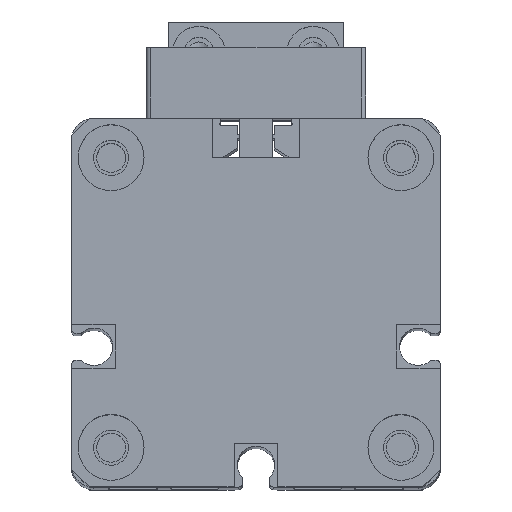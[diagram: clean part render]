
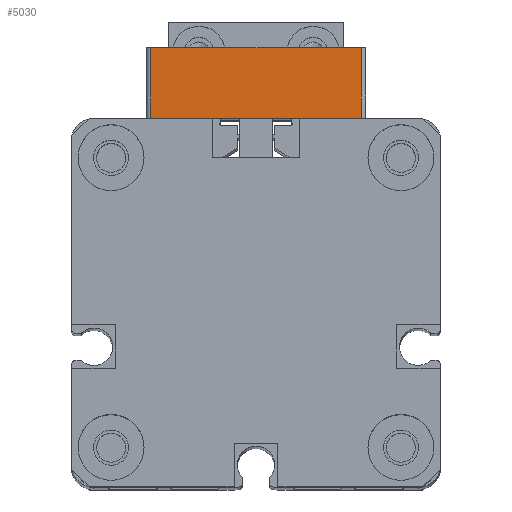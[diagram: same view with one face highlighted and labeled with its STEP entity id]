
A CAD part, top view. The second image highlights one B-rep face of the part: STEP entity #5030.
In plain terms, the highlighted face is planar.
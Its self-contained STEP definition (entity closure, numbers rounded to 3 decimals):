
#19 = CARTESIAN_POINT ( 'NONE',  ( 71., -199.153, 0. ) ) ;
#20 = DIRECTION ( 'NONE',  ( 0., -1., 0. ) ) ;
#57 = CARTESIAN_POINT ( 'NONE',  ( 71., -223.153, 8. ) ) ;
#58 = DIRECTION ( 'NONE',  ( 0., 0., -1. ) ) ;
#67 = CARTESIAN_POINT ( 'NONE',  ( 71., -199.153, 8. ) ) ;
#68 = DIRECTION ( 'NONE',  ( 0., 0., -1. ) ) ;
#1912 = ORIENTED_EDGE ( 'NONE', *, *, #11865, .T. ) ;
#1913 = ORIENTED_EDGE ( 'NONE', *, *, #11881, .F. ) ;
#1914 = ORIENTED_EDGE ( 'NONE', *, *, #11858, .F. ) ;
#1915 = ORIENTED_EDGE ( 'NONE', *, *, #11886, .T. ) ;
#2450 = EDGE_LOOP ( 'NONE', ( #1912, #1913, #1914, #1915 ) ) ;
#3270 = LINE ( 'NONE', #4769, #3276 ) ;
#3276 = VECTOR ( 'NONE', #4770, 1000. ) ;
#3287 = LINE ( 'NONE', #19, #3288 ) ;
#3288 = VECTOR ( 'NONE', #20, 1000. ) ;
#3318 = LINE ( 'NONE', #57, #3319 ) ;
#3319 = VECTOR ( 'NONE', #58, 1000. ) ;
#3328 = LINE ( 'NONE', #67, #3329 ) ;
#3329 = VECTOR ( 'NONE', #68, 1000. ) ;
#4769 = CARTESIAN_POINT ( 'NONE',  ( 71., -199.153, 8. ) ) ;
#4770 = DIRECTION ( 'NONE',  ( 0., -1., 0. ) ) ;
#5030 = ADVANCED_FACE ( 'NONE', ( #5980 ), #7382, .F. ) ;
#5980 = FACE_OUTER_BOUND ( 'NONE', #2450, .T. ) ;
#7382 = PLANE ( 'NONE',  #8403 ) ;
#7397 = DIRECTION ( 'NONE',  ( 0., 0., -1. ) ) ;
#7404 = DIRECTION ( 'NONE',  ( 1., 0., 0. ) ) ;
#7407 = CARTESIAN_POINT ( 'NONE',  ( 71., -199.153, 8. ) ) ;
#7722 = VERTEX_POINT ( 'NONE', #12939 ) ;
#7725 = VERTEX_POINT ( 'NONE', #12927 ) ;
#7730 = VERTEX_POINT ( 'NONE', #12910 ) ;
#7738 = VERTEX_POINT ( 'NONE', #12881 ) ;
#8403 = AXIS2_PLACEMENT_3D ( 'NONE', #7407, #7404, #7397 ) ;
#11858 = EDGE_CURVE ( 'NONE', #7730, #7738, #3270, .T. ) ;
#11865 = EDGE_CURVE ( 'NONE', #7722, #7725, #3287, .T. ) ;
#11881 = EDGE_CURVE ( 'NONE', #7738, #7725, #3318, .T. ) ;
#11886 = EDGE_CURVE ( 'NONE', #7730, #7722, #3328, .T. ) ;
#12881 = CARTESIAN_POINT ( 'NONE',  ( 71., -223.153, 8. ) ) ;
#12910 = CARTESIAN_POINT ( 'NONE',  ( 71., -199.153, 8. ) ) ;
#12927 = CARTESIAN_POINT ( 'NONE',  ( 71., -223.153, 0. ) ) ;
#12939 = CARTESIAN_POINT ( 'NONE',  ( 71., -199.153, 0. ) ) ;
